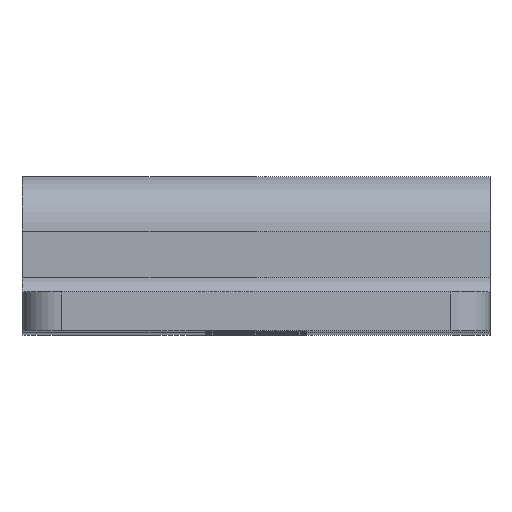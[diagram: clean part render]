
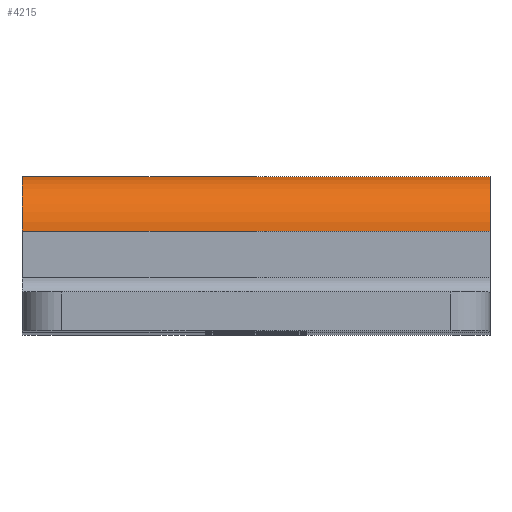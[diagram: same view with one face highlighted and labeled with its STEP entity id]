
A CAD part, top view. The second image highlights one B-rep face of the part: STEP entity #4215.
In plain terms, the highlighted cylindrical face has radius 7 mm (diameter 14 mm), a partial arc.
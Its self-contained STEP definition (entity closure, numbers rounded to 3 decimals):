
#1508=DIRECTION('',(-1.,0.,0.));
#1509=VECTOR('',#1508,60.);
#1510=CARTESIAN_POINT('',(0.,20.,3.));
#1511=LINE('',#1510,#1509);
#1512=CARTESIAN_POINT('',(0.,13.,3.));
#1513=DIRECTION('',(1.,0.,0.));
#1514=DIRECTION('',(0.,1.,0.));
#1515=AXIS2_PLACEMENT_3D('',#1512,#1513,#1514);
#1517=DIRECTION('',(-1.,0.,0.));
#1518=VECTOR('',#1517,60.);
#1519=CARTESIAN_POINT('',(0.,13.,10.));
#1520=LINE('',#1519,#1518);
#1521=CARTESIAN_POINT('',(-60.,13.,3.));
#1522=DIRECTION('',(1.,0.,0.));
#1523=DIRECTION('',(0.,1.,0.));
#1524=AXIS2_PLACEMENT_3D('',#1521,#1522,#1523);
#1555=CARTESIAN_POINT('',(0.,13.,10.));
#1557=VERTEX_POINT('',#1555);
#1558=CARTESIAN_POINT('',(0.,20.,3.));
#1560=VERTEX_POINT('',#1558);
#1567=CARTESIAN_POINT('',(-60.,13.,10.));
#1569=VERTEX_POINT('',#1567);
#1570=CARTESIAN_POINT('',(-60.,20.,3.));
#1572=VERTEX_POINT('',#1570);
#4203=CARTESIAN_POINT('',(0.,13.,3.));
#4204=DIRECTION('',(1.,0.,0.));
#4205=DIRECTION('',(0.,1.,0.));
#4206=AXIS2_PLACEMENT_3D('',#4203,#4204,#4205);
#4207=CYLINDRICAL_SURFACE('',#4206,7.);
#4208=ORIENTED_EDGE('',*,*,#3425,.F.);
#4210=ORIENTED_EDGE('',*,*,#4209,.T.);
#4211=ORIENTED_EDGE('',*,*,#3599,.T.);
#4212=ORIENTED_EDGE('',*,*,#3482,.F.);
#4213=EDGE_LOOP('',(#4208,#4210,#4211,#4212));
#4214=FACE_OUTER_BOUND('',#4213,.F.);
#4215=ADVANCED_FACE('',(#4214),#4207,.T.);
#1516=CIRCLE('',#1515,7.);
#1525=CIRCLE('',#1524,7.);
#3425=EDGE_CURVE('',#1560,#1572,#1511,.T.);
#3482=EDGE_CURVE('',#1572,#1569,#1525,.T.);
#3599=EDGE_CURVE('',#1557,#1569,#1520,.T.);
#4209=EDGE_CURVE('',#1560,#1557,#1516,.T.);
